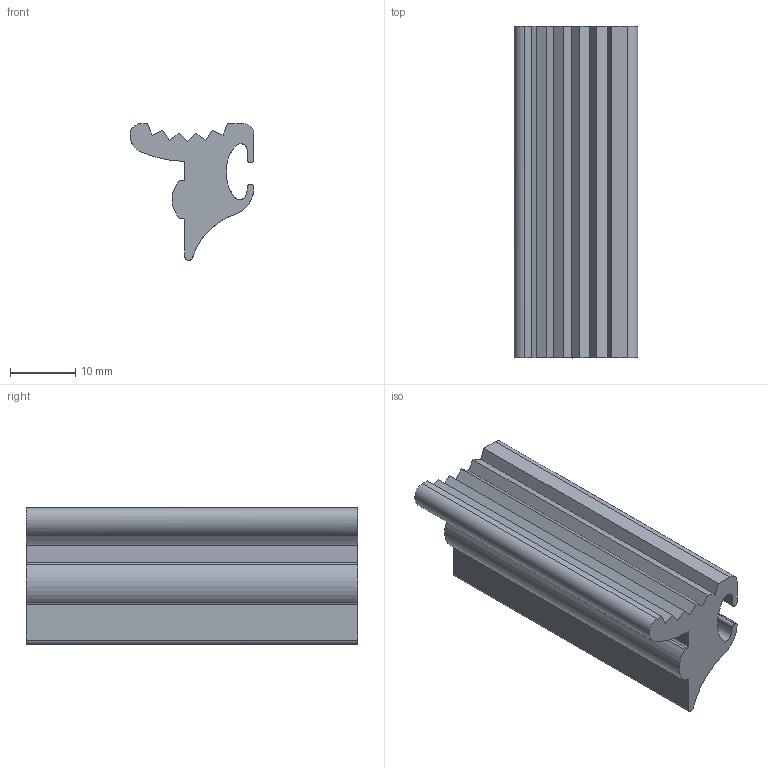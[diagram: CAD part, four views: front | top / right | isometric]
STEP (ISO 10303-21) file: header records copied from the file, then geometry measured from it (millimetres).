
FILE_DESCRIPTION (( 'STEP AP203' ), '1' );
FILE_NAME ('S-5-Z Insert.STEP', '2016-12-08T16:41:59', ( '' ), ( '' ), 'SwSTEP 2.0', 'SolidWorks 2017', '' );
FILE_SCHEMA (( 'CONFIG_CONTROL_DESIGN' ));
Length unit declared in the file: inch
Products named in the file (1): S-5-Z Insert
Bounding box: 18.97 x 50.8 x 20.9 mm (x, y, z)
Volume: 8519.2 mm3; surface area: 5070.5 mm2
Topology: 1 solids, 1 shells, 37 faces, 105 edges, 70 vertices
Faces by surface type: plane 24, cylinder 9, bspline 4
Entity records: 1344 total; most frequent: CARTESIAN_POINT 321, ORIENTED_EDGE 210, DIRECTION 183, EDGE_CURVE 105, LINE 79, VECTOR 79, VERTEX_POINT 70, AXIS2_PLACEMENT_3D 52
